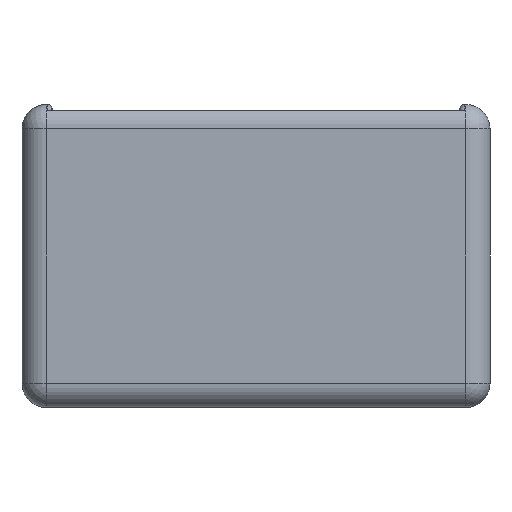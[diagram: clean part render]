
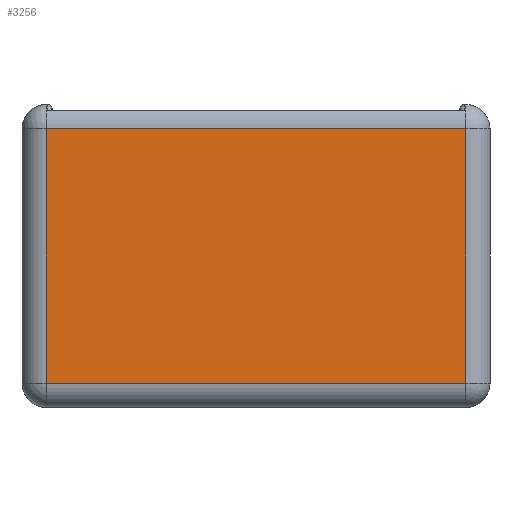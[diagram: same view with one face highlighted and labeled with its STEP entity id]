
A CAD part, front view. The second image highlights one B-rep face of the part: STEP entity #3256.
In plain terms, the highlighted planar face has unit normal (0, -1, 0).
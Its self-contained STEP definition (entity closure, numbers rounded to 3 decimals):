
#114=PLANE('',#3683);
#236=LINE('',#5632,#441);
#305=LINE('',#6112,#510);
#308=LINE('',#6120,#513);
#311=LINE('',#6128,#516);
#441=VECTOR('',#4219,10.);
#510=VECTOR('',#4650,10.);
#513=VECTOR('',#4661,10.);
#516=VECTOR('',#4674,10.);
#802=FACE_OUTER_BOUND('',#1015,.T.);
#1015=EDGE_LOOP('',(#2913,#2914,#2915,#2916));
#1469=VERTEX_POINT('',#5629);
#1470=VERTEX_POINT('',#5631);
#1559=VERTEX_POINT('',#6096);
#1562=VERTEX_POINT('',#6110);
#1834=EDGE_CURVE('',#1469,#1470,#236,.T.);
#2012=EDGE_CURVE('',#1562,#1559,#305,.T.);
#2017=EDGE_CURVE('',#1559,#1469,#308,.T.);
#2021=EDGE_CURVE('',#1470,#1562,#311,.T.);
#2913=ORIENTED_EDGE('',*,*,#2012,.F.);
#2914=ORIENTED_EDGE('',*,*,#2021,.F.);
#2915=ORIENTED_EDGE('',*,*,#1834,.F.);
#2916=ORIENTED_EDGE('',*,*,#2017,.F.);
#3256=ADVANCED_FACE('',(#802),#114,.T.);
#3683=AXIS2_PLACEMENT_3D('',#6135,#4686,#4687);
#4219=DIRECTION('',(1.,0.,0.));
#4650=DIRECTION('',(-1.,0.,0.));
#4661=DIRECTION('',(0.,0.,1.));
#4674=DIRECTION('',(0.,0.,-1.));
#4686=DIRECTION('center_axis',(0.,-1.,0.));
#4687=DIRECTION('ref_axis',(0.,0.,1.));
#5629=CARTESIAN_POINT('',(-12.878,-27.688,5.56));
#5631=CARTESIAN_POINT('',(14.978,-27.688,5.56));
#5632=CARTESIAN_POINT('',(-13.278,-27.688,5.56));
#6096=CARTESIAN_POINT('',(-12.878,-27.688,-11.34));
#6110=CARTESIAN_POINT('',(14.978,-27.688,-11.34));
#6112=CARTESIAN_POINT('',(-13.278,-27.688,-11.34));
#6120=CARTESIAN_POINT('',(-12.878,-27.688,-7.915));
#6128=CARTESIAN_POINT('',(14.978,-27.688,-7.915));
#6135=CARTESIAN_POINT('Origin',(-13.278,-27.688,-12.94));
